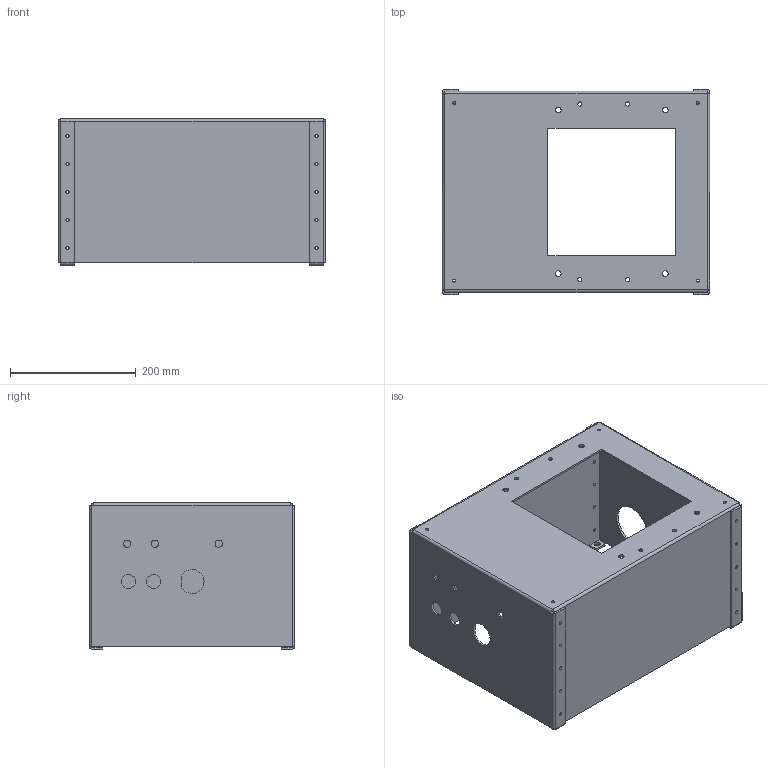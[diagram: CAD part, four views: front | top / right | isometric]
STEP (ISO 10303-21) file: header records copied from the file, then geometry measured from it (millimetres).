
FILE_DESCRIPTION (( 'STEP AP203' ), '1' );
FILE_NAME ('charger_enclosure_box.STEP', '2025-05-29T00:34:04', ( '' ), ( '' ), 'SwSTEP 2.0', 'SolidWorks 2024', '' );
FILE_SCHEMA (( 'CONFIG_CONTROL_DESIGN' ));
Length unit declared in the file: inch
Products named in the file (1): charger_enclosure_box
Bounding box: 425 x 326.55 x 232.51 mm (x, y, z)
Volume: 1392920.9 mm3; surface area: 897756.6 mm2
Topology: 1 solids, 1 shells, 266 faces, 696 edges, 432 vertices
Faces by surface type: cylinder 177, plane 81, bspline 8
Entity records: 8949 total; most frequent: CARTESIAN_POINT 1819, DIRECTION 1536, ORIENTED_EDGE 1392, EDGE_CURVE 696, AXIS2_PLACEMENT_3D 597, VERTEX_POINT 432, EDGE_LOOP 412, VECTOR 342
